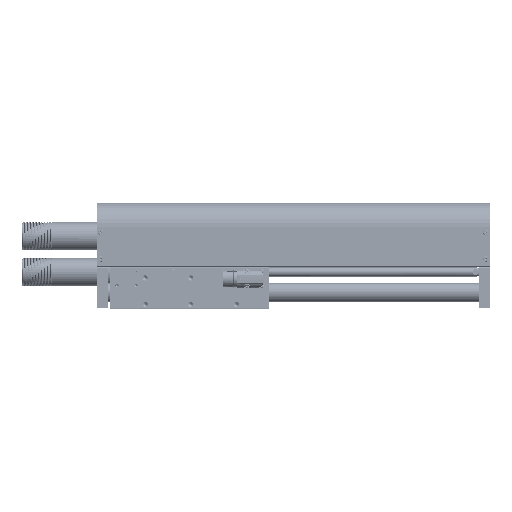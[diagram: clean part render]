
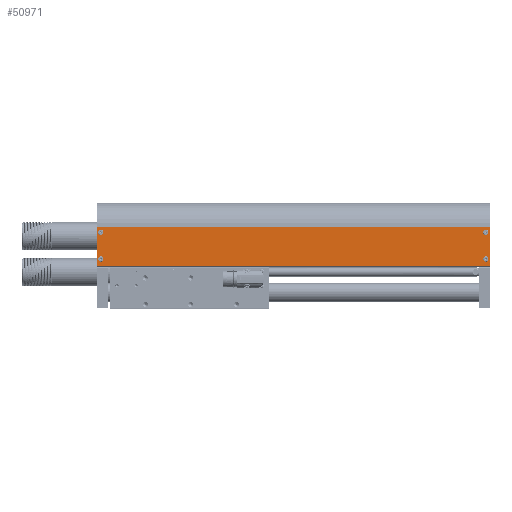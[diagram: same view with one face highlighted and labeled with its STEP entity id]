
A CAD part, top view. The second image highlights one B-rep face of the part: STEP entity #50971.
In plain terms, the highlighted face is planar.
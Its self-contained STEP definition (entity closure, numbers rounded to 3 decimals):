
#1022 = CARTESIAN_POINT ( 'NONE',  ( -32., 0., 517. ) ) ;
#1695 = VERTEX_POINT ( 'NONE', #28671 ) ;
#1722 = AXIS2_PLACEMENT_3D ( 'NONE', #39883, #6734, #82464 ) ;
#4882 = VECTOR ( 'NONE', #57607, 1000. ) ;
#4940 = CARTESIAN_POINT ( 'NONE',  ( -32., -42., 512. ) ) ;
#6734 = DIRECTION ( 'NONE',  ( 1., 0., 0. ) ) ;
#8739 = EDGE_LOOP ( 'NONE', ( #18631, #64650, #61121, #18419 ) ) ;
#9842 = VERTEX_POINT ( 'NONE', #38475 ) ;
#10569 = DIRECTION ( 'NONE',  ( 0., 0., -1. ) ) ;
#10793 = EDGE_CURVE ( 'NONE', #9842, #18879, #30591, .T. ) ;
#12942 = FACE_OUTER_BOUND ( 'NONE', #8739, .T. ) ;
#13442 = AXIS2_PLACEMENT_3D ( 'NONE', #39589, #25419, #39153 ) ;
#16360 = EDGE_CURVE ( 'NONE', #61587, #76794, #23804, .T. ) ;
#18376 = CARTESIAN_POINT ( 'NONE',  ( -32., 0., 0. ) ) ;
#18419 = ORIENTED_EDGE ( 'NONE', *, *, #16360, .T. ) ;
#18631 = ORIENTED_EDGE ( 'NONE', *, *, #19536, .T. ) ;
#18879 = VERTEX_POINT ( 'NONE', #35435 ) ;
#19536 = EDGE_CURVE ( 'NONE', #76794, #9842, #59998, .T. ) ;
#20793 = FACE_BOUND ( 'NONE', #29636, .T. ) ;
#22508 = ORIENTED_EDGE ( 'NONE', *, *, #27067, .F. ) ;
#23626 = DIRECTION ( 'NONE',  ( -1., 0., 0. ) ) ;
#23804 = LINE ( 'NONE', #70403, #52146 ) ;
#25419 = DIRECTION ( 'NONE',  ( -1., 0., 0. ) ) ;
#26874 = CARTESIAN_POINT ( 'NONE',  ( -32., -42., 7.4 ) ) ;
#27067 = EDGE_CURVE ( 'NONE', #46153, #46153, #56628, .T. ) ;
#27889 = FACE_BOUND ( 'NONE', #58945, .T. ) ;
#28671 = CARTESIAN_POINT ( 'NONE',  ( -32., -7., 514.4 ) ) ;
#29636 = EDGE_LOOP ( 'NONE', ( #52324 ) ) ;
#30591 = LINE ( 'NONE', #51406, #4882 ) ;
#30731 = DIRECTION ( 'NONE',  ( 0., 0., 1. ) ) ;
#31835 = AXIS2_PLACEMENT_3D ( 'NONE', #4940, #39409, #51887 ) ;
#34976 = FACE_BOUND ( 'NONE', #41157, .T. ) ;
#35435 = CARTESIAN_POINT ( 'NONE',  ( -32., -51.5, 517. ) ) ;
#37438 = CIRCLE ( 'NONE', #31835, 2.4 ) ;
#38475 = CARTESIAN_POINT ( 'NONE',  ( -32., -51.5, 0. ) ) ;
#39153 = DIRECTION ( 'NONE',  ( 0., 0., 1. ) ) ;
#39409 = DIRECTION ( 'NONE',  ( -1., 0., 0. ) ) ;
#39424 = CARTESIAN_POINT ( 'NONE',  ( -32., -42., 5. ) ) ;
#39589 = CARTESIAN_POINT ( 'NONE',  ( -32., -7., 512. ) ) ;
#39883 = CARTESIAN_POINT ( 'NONE',  ( -32., 0., 517. ) ) ;
#41157 = EDGE_LOOP ( 'NONE', ( #64173 ) ) ;
#42806 = CARTESIAN_POINT ( 'NONE',  ( -32., -7., 5. ) ) ;
#46153 = VERTEX_POINT ( 'NONE', #47463 ) ;
#47463 = CARTESIAN_POINT ( 'NONE',  ( -32., -7., 7.4 ) ) ;
#49625 = VERTEX_POINT ( 'NONE', #70465 ) ;
#50971 = ADVANCED_FACE ( 'NONE', ( #12942, #34976, #20793, #61619, #27889 ), #75402, .F. ) ;
#51406 = CARTESIAN_POINT ( 'NONE',  ( -32., -51.5, 517. ) ) ;
#51887 = DIRECTION ( 'NONE',  ( 0., 0., 1. ) ) ;
#52035 = AXIS2_PLACEMENT_3D ( 'NONE', #39424, #23626, #30731 ) ;
#52146 = VECTOR ( 'NONE', #10569, 1000. ) ;
#52324 = ORIENTED_EDGE ( 'NONE', *, *, #84320, .F. ) ;
#54324 = EDGE_CURVE ( 'NONE', #49625, #49625, #37438, .T. ) ;
#55063 = DIRECTION ( 'NONE',  ( 0., -1., 0. ) ) ;
#55795 = CIRCLE ( 'NONE', #13442, 2.4 ) ;
#56628 = CIRCLE ( 'NONE', #62333, 2.4 ) ;
#57607 = DIRECTION ( 'NONE',  ( 0., 0., 1. ) ) ;
#58945 = EDGE_LOOP ( 'NONE', ( #22508 ) ) ;
#59998 = LINE ( 'NONE', #86245, #63956 ) ;
#60211 = EDGE_CURVE ( 'NONE', #60598, #60598, #66221, .T. ) ;
#60598 = VERTEX_POINT ( 'NONE', #26874 ) ;
#60977 = DIRECTION ( 'NONE',  ( -1., 0., 0. ) ) ;
#61121 = ORIENTED_EDGE ( 'NONE', *, *, #81491, .F. ) ;
#61587 = VERTEX_POINT ( 'NONE', #72225 ) ;
#61619 = FACE_BOUND ( 'NONE', #72650, .T. ) ;
#61728 = LINE ( 'NONE', #1022, #87552 ) ;
#62333 = AXIS2_PLACEMENT_3D ( 'NONE', #42806, #60977, #68115 ) ;
#63956 = VECTOR ( 'NONE', #87099, 1000. ) ;
#64173 = ORIENTED_EDGE ( 'NONE', *, *, #54324, .F. ) ;
#64650 = ORIENTED_EDGE ( 'NONE', *, *, #10793, .T. ) ;
#66221 = CIRCLE ( 'NONE', #52035, 2.4 ) ;
#68115 = DIRECTION ( 'NONE',  ( 0., 0., 1. ) ) ;
#70403 = CARTESIAN_POINT ( 'NONE',  ( -32., 0., 517. ) ) ;
#70465 = CARTESIAN_POINT ( 'NONE',  ( -32., -42., 514.4 ) ) ;
#72225 = CARTESIAN_POINT ( 'NONE',  ( -32., 0., 517. ) ) ;
#72650 = EDGE_LOOP ( 'NONE', ( #83247 ) ) ;
#75402 = PLANE ( 'NONE',  #1722 ) ;
#76794 = VERTEX_POINT ( 'NONE', #18376 ) ;
#81491 = EDGE_CURVE ( 'NONE', #61587, #18879, #61728, .T. ) ;
#82464 = DIRECTION ( 'NONE',  ( 0., 1., 0. ) ) ;
#83247 = ORIENTED_EDGE ( 'NONE', *, *, #60211, .F. ) ;
#84320 = EDGE_CURVE ( 'NONE', #1695, #1695, #55795, .T. ) ;
#86245 = CARTESIAN_POINT ( 'NONE',  ( -32., 0., 0. ) ) ;
#87099 = DIRECTION ( 'NONE',  ( 0., -1., 0. ) ) ;
#87552 = VECTOR ( 'NONE', #55063, 1000. ) ;
